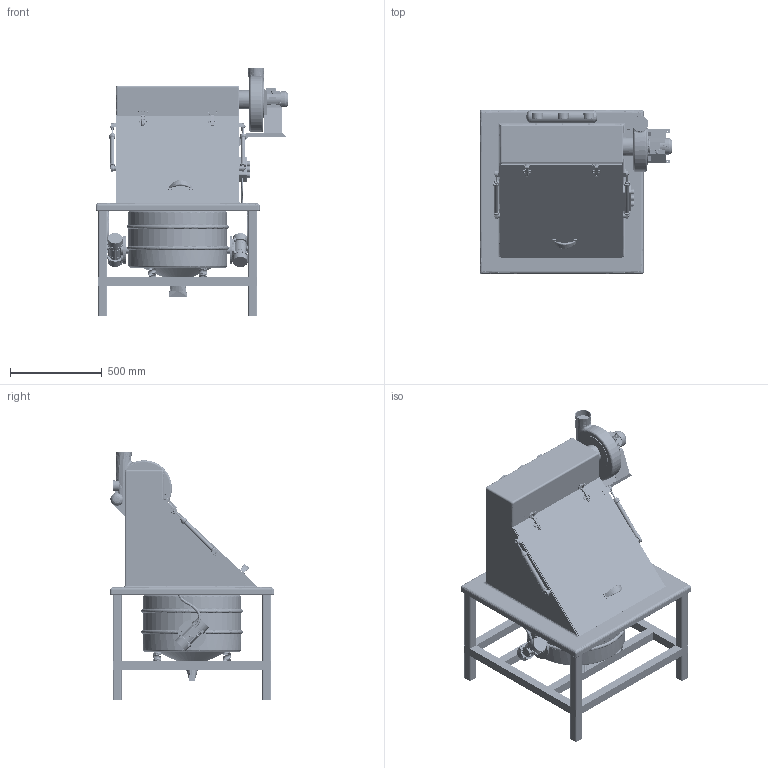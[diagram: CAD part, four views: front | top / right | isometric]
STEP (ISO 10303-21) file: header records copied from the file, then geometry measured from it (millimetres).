
FILE_DESCRIPTION(('FreeCAD Model'),'2;1');
FILE_NAME('Open CASCADE Shape Model','2025-05-01T01:42:16',('FreeCAD'),( 'FreeCAD'),'Open CASCADE STEP processor 7.6','FreeCAD','Unknown');
FILE_SCHEMA(('AUTOMOTIVE_DESIGN { 1 0 10303 214 1 1 1 1 }'));
Products named in the file (1): Open CASCADE STEP translator 7.6 1
Bounding box: 1048.41 x 892.83 x 1355.59 mm (x, y, z)
Volume: 53666744.7 mm3; surface area: 9799606 mm2
Topology: 62 solids, 65 shells, 11159 faces, 28826 edges, 18178 vertices
Faces by surface type: bspline 11159
Entity records: 706866 total; most frequent: CARTESIAN_POINT 542310, ORIENTED_EDGE 57446, EDGE_CURVE 28723, B_SPLINE_CURVE_WITH_KNOTS 19501, VERTEX_POINT 18178, FACE_BOUND 11969, EDGE_LOOP 11969, ADVANCED_FACE 11159
